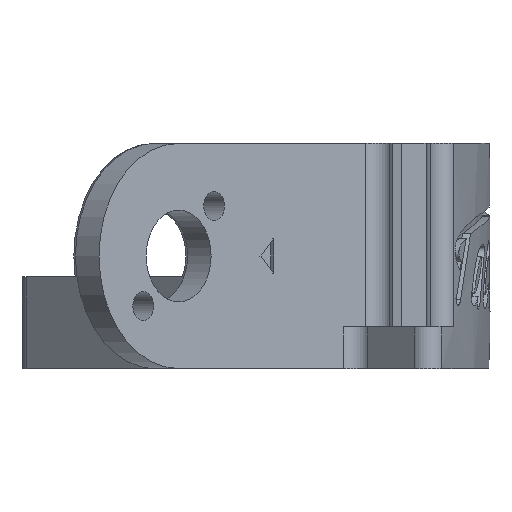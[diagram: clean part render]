
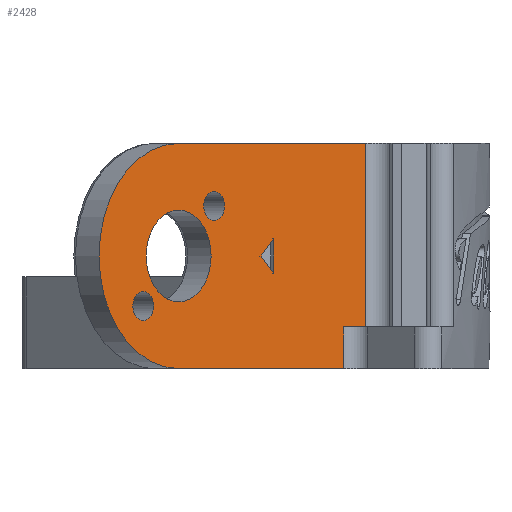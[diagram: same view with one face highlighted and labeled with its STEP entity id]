
A CAD part, front view. The second image highlights one B-rep face of the part: STEP entity #2428.
In plain terms, the highlighted planar face has unit normal (0.707, -0.707, 0).
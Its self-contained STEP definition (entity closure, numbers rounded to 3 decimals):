
#153=FACE_BOUND('',#366,.T.);
#154=FACE_BOUND('',#367,.T.);
#155=FACE_BOUND('',#368,.T.);
#156=FACE_BOUND('',#369,.T.);
#179=PLANE('',#2585);
#231=FACE_OUTER_BOUND('',#365,.T.);
#365=EDGE_LOOP('',(#1663,#1664,#1665,#1666,#1667,#1668));
#366=EDGE_LOOP('',(#1669));
#367=EDGE_LOOP('',(#1670));
#368=EDGE_LOOP('',(#1671,#1672,#1673));
#369=EDGE_LOOP('',(#1674));
#531=LINE('',#3303,#745);
#532=LINE('',#3306,#746);
#533=LINE('',#3310,#747);
#534=LINE('',#3312,#748);
#535=LINE('',#3313,#749);
#536=LINE('',#3320,#750);
#537=LINE('',#3322,#751);
#538=LINE('',#3323,#752);
#745=VECTOR('',#2770,10.);
#746=VECTOR('',#2773,10.);
#747=VECTOR('',#2776,10.);
#748=VECTOR('',#2777,10.);
#749=VECTOR('',#2778,10.);
#750=VECTOR('',#2783,10.);
#751=VECTOR('',#2784,10.);
#752=VECTOR('',#2785,10.);
#955=CIRCLE('',#2586,13.5);
#956=CIRCLE('',#2587,1.75);
#957=CIRCLE('',#2588,1.75);
#958=CIRCLE('',#2589,5.5);
#1031=VERTEX_POINT('',#3297);
#1033=VERTEX_POINT('',#3301);
#1034=VERTEX_POINT('',#3305);
#1035=VERTEX_POINT('',#3307);
#1036=VERTEX_POINT('',#3309);
#1037=VERTEX_POINT('',#3311);
#1038=VERTEX_POINT('',#3314);
#1039=VERTEX_POINT('',#3316);
#1040=VERTEX_POINT('',#3318);
#1041=VERTEX_POINT('',#3319);
#1042=VERTEX_POINT('',#3321);
#1043=VERTEX_POINT('',#3324);
#1284=EDGE_CURVE('',#1033,#1031,#531,.T.);
#1285=EDGE_CURVE('',#1034,#1033,#532,.T.);
#1286=EDGE_CURVE('',#1034,#1035,#955,.T.);
#1287=EDGE_CURVE('',#1035,#1036,#533,.T.);
#1288=EDGE_CURVE('',#1037,#1036,#534,.T.);
#1289=EDGE_CURVE('',#1037,#1031,#535,.T.);
#1290=EDGE_CURVE('',#1038,#1038,#956,.T.);
#1291=EDGE_CURVE('',#1039,#1039,#957,.T.);
#1292=EDGE_CURVE('',#1040,#1041,#536,.T.);
#1293=EDGE_CURVE('',#1041,#1042,#537,.T.);
#1294=EDGE_CURVE('',#1042,#1040,#538,.T.);
#1295=EDGE_CURVE('',#1043,#1043,#958,.T.);
#1663=ORIENTED_EDGE('',*,*,#1284,.F.);
#1664=ORIENTED_EDGE('',*,*,#1285,.F.);
#1665=ORIENTED_EDGE('',*,*,#1286,.T.);
#1666=ORIENTED_EDGE('',*,*,#1287,.T.);
#1667=ORIENTED_EDGE('',*,*,#1288,.F.);
#1668=ORIENTED_EDGE('',*,*,#1289,.T.);
#1669=ORIENTED_EDGE('',*,*,#1290,.T.);
#1670=ORIENTED_EDGE('',*,*,#1291,.T.);
#1671=ORIENTED_EDGE('',*,*,#1292,.T.);
#1672=ORIENTED_EDGE('',*,*,#1293,.T.);
#1673=ORIENTED_EDGE('',*,*,#1294,.T.);
#1674=ORIENTED_EDGE('',*,*,#1295,.T.);
#2428=ADVANCED_FACE('',(#231,#153,#154,#155,#156),#179,.T.);
#2585=AXIS2_PLACEMENT_3D('',#3304,#2771,#2772);
#2586=AXIS2_PLACEMENT_3D('',#3308,#2774,#2775);
#2587=AXIS2_PLACEMENT_3D('',#3315,#2779,#2780);
#2588=AXIS2_PLACEMENT_3D('',#3317,#2781,#2782);
#2589=AXIS2_PLACEMENT_3D('',#3325,#2786,#2787);
#2770=DIRECTION('',(0.,0.,-1.));
#2771=DIRECTION('center_axis',(0.707,-0.707,0.));
#2772=DIRECTION('ref_axis',(0.707,0.707,0.));
#2773=DIRECTION('',(0.707,0.707,0.));
#2774=DIRECTION('center_axis',(0.707,-0.707,0.));
#2775=DIRECTION('ref_axis',(0.,0.,1.));
#2776=DIRECTION('',(0.707,0.707,0.));
#2777=DIRECTION('',(0.,0.,-1.));
#2778=DIRECTION('',(0.707,0.707,0.));
#2779=DIRECTION('center_axis',(-0.707,0.707,0.));
#2780=DIRECTION('ref_axis',(0.707,0.707,0.));
#2781=DIRECTION('center_axis',(-0.707,0.707,0.));
#2782=DIRECTION('ref_axis',(0.707,0.707,0.));
#2783=DIRECTION('',(-0.509,-0.509,0.694));
#2784=DIRECTION('',(0.509,0.509,0.694));
#2785=DIRECTION('',(0.,0.,-1.));
#2786=DIRECTION('center_axis',(-0.707,0.707,0.));
#2787=DIRECTION('ref_axis',(0.707,0.707,0.));
#3297=CARTESIAN_POINT('',(-102.386,-26.574,6.5));
#3301=CARTESIAN_POINT('',(-102.386,-26.574,28.5));
#3303=CARTESIAN_POINT('',(-102.386,-26.574,21.75));
#3304=CARTESIAN_POINT('Origin',(-119.003,-43.191,15.));
#3305=CARTESIAN_POINT('',(-124.837,-49.025,28.5));
#3306=CARTESIAN_POINT('',(-96.992,-21.18,28.5));
#3307=CARTESIAN_POINT('',(-124.837,-49.025,1.5));
#3308=CARTESIAN_POINT('Origin',(-124.837,-49.025,15.));
#3309=CARTESIAN_POINT('',(-105.038,-29.226,1.5));
#3310=CARTESIAN_POINT('',(-124.837,-49.025,1.5));
#3311=CARTESIAN_POINT('',(-105.038,-29.226,6.5));
#3312=CARTESIAN_POINT('',(-105.038,-29.226,8.25));
#3313=CARTESIAN_POINT('',(-105.038,-29.226,6.5));
#3314=CARTESIAN_POINT('',(-130.325,-54.512,8.99));
#3315=CARTESIAN_POINT('Origin',(-129.087,-53.275,8.99));
#3316=CARTESIAN_POINT('',(-121.825,-46.012,21.01));
#3317=CARTESIAN_POINT('Origin',(-120.587,-44.775,21.01));
#3318=CARTESIAN_POINT('',(-113.411,-37.598,12.918));
#3319=CARTESIAN_POINT('',(-114.938,-39.125,15.));
#3320=CARTESIAN_POINT('',(-115.227,-39.415,15.395));
#3321=CARTESIAN_POINT('',(-113.411,-37.598,17.082));
#3322=CARTESIAN_POINT('',(-115.991,-40.179,13.563));
#3323=CARTESIAN_POINT('',(-113.411,-37.598,16.041));
#3324=CARTESIAN_POINT('',(-128.726,-52.914,15.));
#3325=CARTESIAN_POINT('Origin',(-124.837,-49.025,15.));
